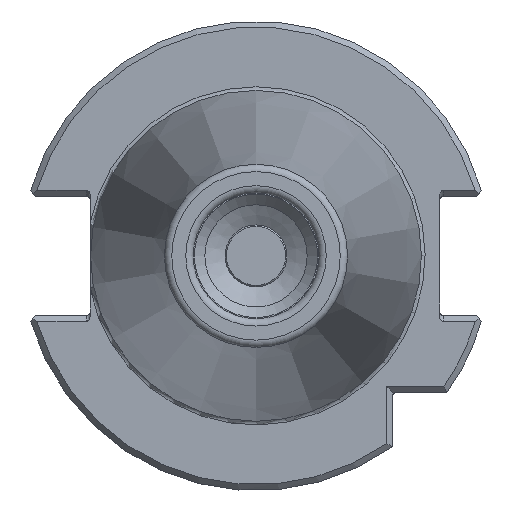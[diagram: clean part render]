
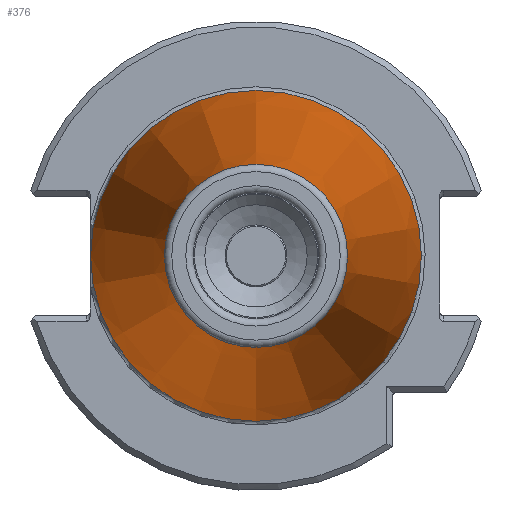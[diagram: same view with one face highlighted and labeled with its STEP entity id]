
A CAD part, left-side view. The second image highlights one B-rep face of the part: STEP entity #376.
In plain terms, the highlighted conical face has half-angle 8.297 degrees and reference radius 22.395 mm.
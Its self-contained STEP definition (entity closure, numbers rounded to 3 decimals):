
#376 = ADVANCED_FACE( '', ( #934, #935 ), #936, .T. );
#934 = FACE_BOUND( '', #1726, .T. );
#935 = FACE_OUTER_BOUND( '', #1727, .T. );
#936 = CONICAL_SURFACE( '', #1728, 22.395, 0.145 );
#1726 = EDGE_LOOP( '', ( #2838 ) );
#1727 = EDGE_LOOP( '', ( #2839 ) );
#1728 = AXIS2_PLACEMENT_3D( '', #2840, #2841, #2842 );
#2838 = ORIENTED_EDGE( '', *, *, #4707, .F. );
#2839 = ORIENTED_EDGE( '', *, *, #4708, .T. );
#2840 = CARTESIAN_POINT( '', ( 1.163, 0., 0. ) );
#2841 = DIRECTION( '', ( 1., 0., 0. ) );
#2842 = DIRECTION( '', ( 0., 0., -1. ) );
#4707 = EDGE_CURVE( '', #5681, #5681, #5682, .T. );
#4708 = EDGE_CURVE( '', #5683, #5683, #5684, .T. );
#5681 = VERTEX_POINT( '', #7148 );
#5682 = CIRCLE( '', #7149, 12.397 );
#5683 = VERTEX_POINT( '', #7150 );
#5684 = CIRCLE( '', #7151, 22.395 );
#7148 = CARTESIAN_POINT( '', ( -67.394, 0., 12.397 ) );
#7149 = AXIS2_PLACEMENT_3D( '', #8697, #8698, #8699 );
#7150 = CARTESIAN_POINT( '', ( 1.163, 0., 22.395 ) );
#7151 = AXIS2_PLACEMENT_3D( '', #8700, #8701, #8702 );
#8697 = CARTESIAN_POINT( '', ( -67.394, 0., 0. ) );
#8698 = DIRECTION( '', ( -1., 0., 0. ) );
#8699 = DIRECTION( '', ( 0., 0., 1. ) );
#8700 = CARTESIAN_POINT( '', ( 1.163, 0., 0. ) );
#8701 = DIRECTION( '', ( -1., 0., 0. ) );
#8702 = DIRECTION( '', ( 0., 0., 1. ) );
